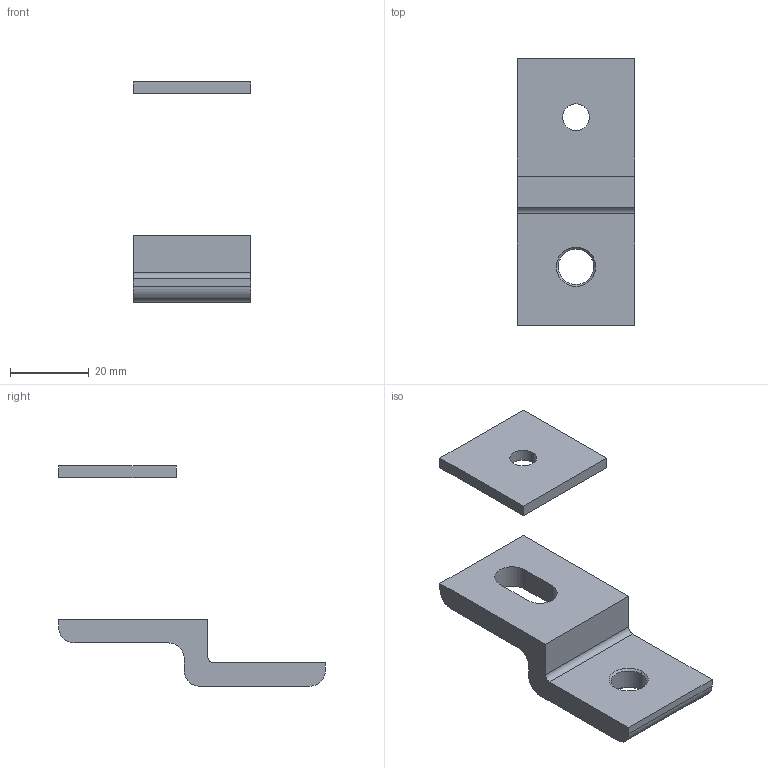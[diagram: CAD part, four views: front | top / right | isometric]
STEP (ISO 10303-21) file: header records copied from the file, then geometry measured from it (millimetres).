
FILE_DESCRIPTION (( 'STEP AP214' ), '1' );
FILE_NAME ('093P30LN.STEP', '2015-07-09T12:35:08', ( 'Not-Admin' ), ( 'Hewlett-Packard Company' ), 'SwSTEP 2.0', 'SolidWorks 2014', '' );
FILE_SCHEMA (( 'AUTOMOTIVE_DESIGN' ));
Length unit declared in the file: millimetre
Products named in the file (1): 093P30LN
Bounding box: 30 x 68 x 56.1 mm (x, y, z)
Volume: 15308.8 mm3; surface area: 7970.3 mm2
Topology: 2 solids, 2 shells, 33 faces, 83 edges, 54 vertices
Faces by surface type: plane 18, cylinder 11, cone 4
Entity records: 1409 total; most frequent: DIRECTION 177, CARTESIAN_POINT 171, ORIENTED_EDGE 166, EDGE_CURVE 83, AXIS2_PLACEMENT_3D 60, LINE 57, VECTOR 57, VERTEX_POINT 54
